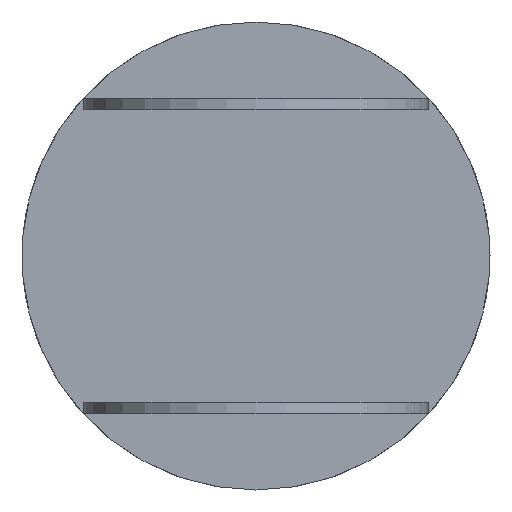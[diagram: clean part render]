
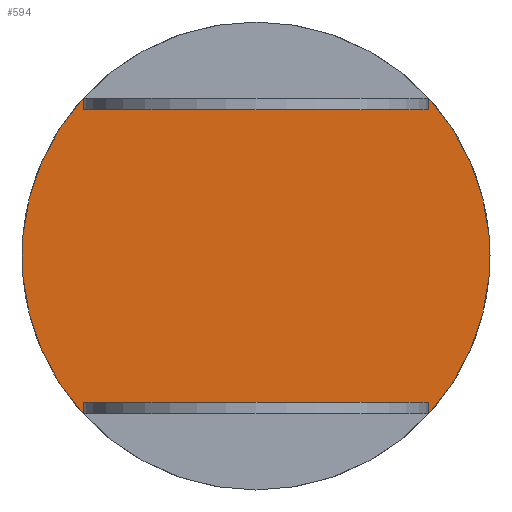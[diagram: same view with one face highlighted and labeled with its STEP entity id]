
A CAD part, left-side view. The second image highlights one B-rep face of the part: STEP entity #594.
In plain terms, the highlighted planar face has unit normal (-1, 0, 0).
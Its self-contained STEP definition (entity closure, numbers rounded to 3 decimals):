
#19 = VECTOR ( 'NONE', #60, 1000. ) ;
#21 = CIRCLE ( 'NONE', #265, 121.754 ) ;
#39 = CIRCLE ( 'NONE', #658, 121.754 ) ;
#60 = DIRECTION ( 'NONE',  ( 0., 0., -1. ) ) ;
#91 = DIRECTION ( 'NONE',  ( 0., 1., 0. ) ) ;
#97 = DIRECTION ( 'NONE',  ( 0., 0., -1. ) ) ;
#101 = CARTESIAN_POINT ( 'NONE',  ( 180., 0., 6. ) ) ;
#105 = CARTESIAN_POINT ( 'NONE',  ( 180., -520., 158. ) ) ;
#112 = DIRECTION ( 'NONE',  ( 0., 1., 0. ) ) ;
#114 = EDGE_LOOP ( 'NONE', ( #609, #333, #260, #711, #411, #132, #538, #655 ) ) ;
#132 = ORIENTED_EDGE ( 'NONE', *, *, #471, .F. ) ;
#135 = AXIS2_PLACEMENT_3D ( 'NONE', #330, #675, #276 ) ;
#141 = EDGE_CURVE ( 'NONE', #156, #718, #475, .T. ) ;
#144 = CARTESIAN_POINT ( 'NONE',  ( 180., 0., 164. ) ) ;
#156 = VERTEX_POINT ( 'NONE', #638 ) ;
#160 = CARTESIAN_POINT ( 'NONE',  ( 180., 90., 82. ) ) ;
#164 = CARTESIAN_POINT ( 'NONE',  ( 180., 180., 158. ) ) ;
#219 = CARTESIAN_POINT ( 'NONE',  ( 180., 180., 0. ) ) ;
#220 = VECTOR ( 'NONE', #238, 1000. ) ;
#222 = VERTEX_POINT ( 'NONE', #525 ) ;
#238 = DIRECTION ( 'NONE',  ( 0., 0., -1. ) ) ;
#243 = CARTESIAN_POINT ( 'NONE',  ( 180., 0., 164. ) ) ;
#256 = LINE ( 'NONE', #488, #409 ) ;
#258 = EDGE_CURVE ( 'NONE', #462, #486, #714, .T. ) ;
#260 = ORIENTED_EDGE ( 'NONE', *, *, #326, .F. ) ;
#263 = LINE ( 'NONE', #690, #575 ) ;
#265 = AXIS2_PLACEMENT_3D ( 'NONE', #160, #491, #97 ) ;
#276 = DIRECTION ( 'NONE',  ( 0., 0., -1. ) ) ;
#280 = PLANE ( 'NONE',  #135 ) ;
#284 = CARTESIAN_POINT ( 'NONE',  ( 180., 0., 158. ) ) ;
#303 = LINE ( 'NONE', #243, #19 ) ;
#320 = CARTESIAN_POINT ( 'NONE',  ( 180., 180., 6. ) ) ;
#326 = EDGE_CURVE ( 'NONE', #486, #529, #256, .T. ) ;
#330 = CARTESIAN_POINT ( 'NONE',  ( 180., 90., 82. ) ) ;
#333 = ORIENTED_EDGE ( 'NONE', *, *, #519, .F. ) ;
#357 = VERTEX_POINT ( 'NONE', #144 ) ;
#370 = VECTOR ( 'NONE', #91, 1000. ) ;
#383 = VECTOR ( 'NONE', #112, 1000. ) ;
#409 = VECTOR ( 'NONE', #421, 1000. ) ;
#411 = ORIENTED_EDGE ( 'NONE', *, *, #734, .T. ) ;
#421 = DIRECTION ( 'NONE',  ( 0., 0., -1. ) ) ;
#433 = DIRECTION ( 'NONE',  ( 0., 0., -1. ) ) ;
#436 = FACE_OUTER_BOUND ( 'NONE', #114, .T. ) ;
#461 = DIRECTION ( 'NONE',  ( 0., 0., -1. ) ) ;
#462 = VERTEX_POINT ( 'NONE', #101 ) ;
#465 = CARTESIAN_POINT ( 'NONE',  ( 180., 180., 164. ) ) ;
#471 = EDGE_CURVE ( 'NONE', #357, #222, #21, .T. ) ;
#475 = LINE ( 'NONE', #465, #220 ) ;
#486 = VERTEX_POINT ( 'NONE', #320 ) ;
#488 = CARTESIAN_POINT ( 'NONE',  ( 180., 180., 164. ) ) ;
#491 = DIRECTION ( 'NONE',  ( 1., 0., 0. ) ) ;
#519 = EDGE_CURVE ( 'NONE', #529, #156, #39, .T. ) ;
#525 = CARTESIAN_POINT ( 'NONE',  ( 180., 0., 0. ) ) ;
#529 = VERTEX_POINT ( 'NONE', #219 ) ;
#538 = ORIENTED_EDGE ( 'NONE', *, *, #724, .T. ) ;
#575 = VECTOR ( 'NONE', #461, 1000. ) ;
#594 = ADVANCED_FACE ( 'NONE', ( #436 ), #280, .F. ) ;
#609 = ORIENTED_EDGE ( 'NONE', *, *, #141, .F. ) ;
#638 = CARTESIAN_POINT ( 'NONE',  ( 180., 180., 164. ) ) ;
#648 = CARTESIAN_POINT ( 'NONE',  ( 180., -520., 6. ) ) ;
#653 = VERTEX_POINT ( 'NONE', #284 ) ;
#655 = ORIENTED_EDGE ( 'NONE', *, *, #686, .T. ) ;
#658 = AXIS2_PLACEMENT_3D ( 'NONE', #667, #725, #433 ) ;
#667 = CARTESIAN_POINT ( 'NONE',  ( 180., 90., 82. ) ) ;
#675 = DIRECTION ( 'NONE',  ( 1., 0., 0. ) ) ;
#686 = EDGE_CURVE ( 'NONE', #653, #718, #730, .T. ) ;
#690 = CARTESIAN_POINT ( 'NONE',  ( 180., 0., 164. ) ) ;
#711 = ORIENTED_EDGE ( 'NONE', *, *, #258, .F. ) ;
#714 = LINE ( 'NONE', #648, #370 ) ;
#718 = VERTEX_POINT ( 'NONE', #164 ) ;
#724 = EDGE_CURVE ( 'NONE', #357, #653, #303, .T. ) ;
#725 = DIRECTION ( 'NONE',  ( 1., 0., 0. ) ) ;
#730 = LINE ( 'NONE', #105, #383 ) ;
#734 = EDGE_CURVE ( 'NONE', #462, #222, #263, .T. ) ;
